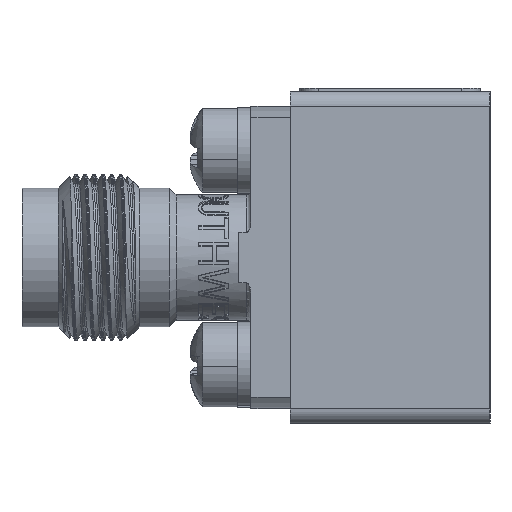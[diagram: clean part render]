
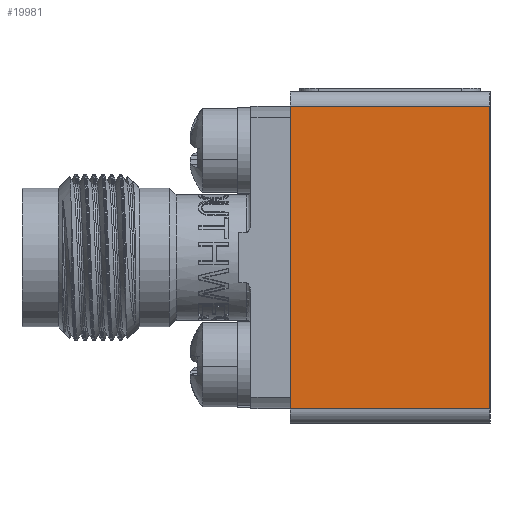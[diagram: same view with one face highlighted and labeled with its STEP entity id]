
A CAD part, left-side view. The second image highlights one B-rep face of the part: STEP entity #19981.
In plain terms, the highlighted planar face has unit normal (-1, 0, 0).
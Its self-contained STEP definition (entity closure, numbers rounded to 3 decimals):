
#1129 = ORIENTED_EDGE ( 'NONE', *, *, #7500, .T. ) ;
#2183 = DIRECTION ( 'NONE',  ( 0., 0., 1. ) ) ;
#3202 = CARTESIAN_POINT ( 'NONE',  ( -25., 0., -6.365 ) ) ;
#3539 = LINE ( 'NONE', #16664, #15916 ) ;
#4047 = DIRECTION ( 'NONE',  ( 0., 1., 0. ) ) ;
#4484 = EDGE_CURVE ( 'NONE', #30415, #8890, #41579, .T. ) ;
#4529 = VECTOR ( 'NONE', #4047, 1000. ) ;
#4838 = VECTOR ( 'NONE', #24830, 1000. ) ;
#4947 = CARTESIAN_POINT ( 'NONE',  ( -25., 8.4, 6.365 ) ) ;
#6386 = EDGE_LOOP ( 'NONE', ( #31952, #1129, #29524, #21588 ) ) ;
#6461 = EDGE_CURVE ( 'NONE', #32840, #33307, #3539, .T. ) ;
#7500 = EDGE_CURVE ( 'NONE', #32840, #30415, #19242, .T. ) ;
#8890 = VERTEX_POINT ( 'NONE', #32206 ) ;
#11385 = DIRECTION ( 'NONE',  ( 0., 0., -1. ) ) ;
#13920 = CARTESIAN_POINT ( 'NONE',  ( -25., 8.4, 6.365 ) ) ;
#15916 = VECTOR ( 'NONE', #22735, 1000. ) ;
#16664 = CARTESIAN_POINT ( 'NONE',  ( -25., 8.4, 7. ) ) ;
#16961 = LINE ( 'NONE', #13920, #4529 ) ;
#17455 = CARTESIAN_POINT ( 'NONE',  ( -25., 8.4, 7. ) ) ;
#19242 = LINE ( 'NONE', #31714, #4838 ) ;
#19903 = CARTESIAN_POINT ( 'NONE',  ( -25., 8.4, -6.365 ) ) ;
#19981 = ADVANCED_FACE ( 'NONE', ( #31431 ), #27793, .F. ) ;
#21588 = ORIENTED_EDGE ( 'NONE', *, *, #30501, .T. ) ;
#22735 = DIRECTION ( 'NONE',  ( 0., 0., 1. ) ) ;
#24830 = DIRECTION ( 'NONE',  ( 0., -1., 0. ) ) ;
#27793 = PLANE ( 'NONE',  #36508 ) ;
#29524 = ORIENTED_EDGE ( 'NONE', *, *, #4484, .T. ) ;
#30415 = VERTEX_POINT ( 'NONE', #3202 ) ;
#30443 = VECTOR ( 'NONE', #2183, 1000. ) ;
#30501 = EDGE_CURVE ( 'NONE', #8890, #33307, #16961, .T. ) ;
#31431 = FACE_OUTER_BOUND ( 'NONE', #6386, .T. ) ;
#31714 = CARTESIAN_POINT ( 'NONE',  ( -25., 8.4, -6.365 ) ) ;
#31952 = ORIENTED_EDGE ( 'NONE', *, *, #6461, .F. ) ;
#32206 = CARTESIAN_POINT ( 'NONE',  ( -25., 0., 6.365 ) ) ;
#32840 = VERTEX_POINT ( 'NONE', #19903 ) ;
#33307 = VERTEX_POINT ( 'NONE', #4947 ) ;
#35568 = CARTESIAN_POINT ( 'NONE',  ( -25., 0., 7. ) ) ;
#36508 = AXIS2_PLACEMENT_3D ( 'NONE', #17455, #40900, #11385 ) ;
#40900 = DIRECTION ( 'NONE',  ( 1., 0., 0. ) ) ;
#41579 = LINE ( 'NONE', #35568, #30443 ) ;
